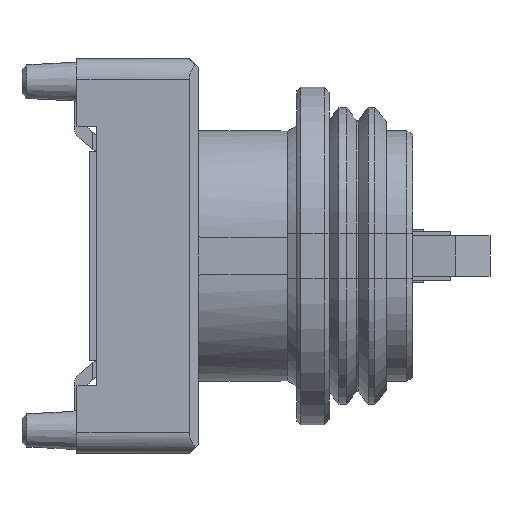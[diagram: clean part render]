
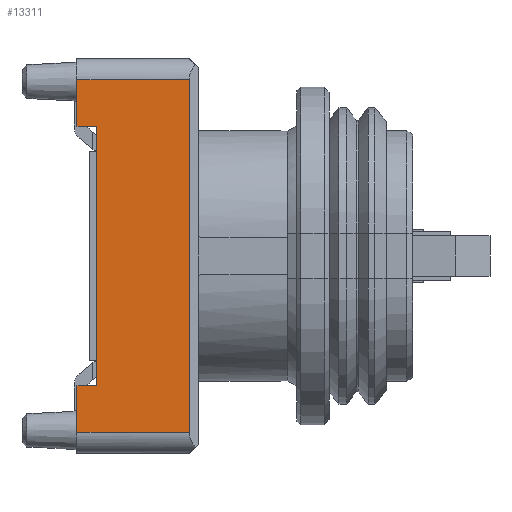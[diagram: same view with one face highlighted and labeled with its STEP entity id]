
A CAD part, left-side view. The second image highlights one B-rep face of the part: STEP entity #13311.
In plain terms, the highlighted planar face has unit normal (-1, 0, 0).
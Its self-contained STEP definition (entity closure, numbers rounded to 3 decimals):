
#226=PLANE('',#13931);
#901=LINE('',#18052,#2129);
#902=LINE('',#18055,#2130);
#903=LINE('',#18057,#2131);
#904=LINE('',#18059,#2132);
#905=LINE('',#18061,#2133);
#906=LINE('',#18063,#2134);
#907=LINE('',#18065,#2135);
#908=LINE('',#18067,#2136);
#2129=VECTOR('',#15366,1000.);
#2130=VECTOR('',#15367,1000.);
#2131=VECTOR('',#15368,1000.);
#2132=VECTOR('',#15369,1000.);
#2133=VECTOR('',#15370,1000.);
#2134=VECTOR('',#15371,1000.);
#2135=VECTOR('',#15372,1000.);
#2136=VECTOR('',#15373,1000.);
#3961=ORIENTED_EDGE('',*,*,#6315,.F.);
#3962=ORIENTED_EDGE('',*,*,#6316,.T.);
#3963=ORIENTED_EDGE('',*,*,#6317,.T.);
#3964=ORIENTED_EDGE('',*,*,#6318,.T.);
#3965=ORIENTED_EDGE('',*,*,#6319,.T.);
#3966=ORIENTED_EDGE('',*,*,#6320,.T.);
#3967=ORIENTED_EDGE('',*,*,#6321,.T.);
#3968=ORIENTED_EDGE('',*,*,#6322,.T.);
#6315=EDGE_CURVE('',#7551,#7552,#901,.T.);
#6316=EDGE_CURVE('',#7551,#7553,#902,.T.);
#6317=EDGE_CURVE('',#7553,#7554,#903,.T.);
#6318=EDGE_CURVE('',#7554,#7555,#904,.T.);
#6319=EDGE_CURVE('',#7555,#7556,#905,.T.);
#6320=EDGE_CURVE('',#7556,#7557,#906,.T.);
#6321=EDGE_CURVE('',#7557,#7558,#907,.T.);
#6322=EDGE_CURVE('',#7558,#7552,#908,.F.);
#7551=VERTEX_POINT('',#18053);
#7552=VERTEX_POINT('',#18054);
#7553=VERTEX_POINT('',#18056);
#7554=VERTEX_POINT('',#18058);
#7555=VERTEX_POINT('',#18060);
#7556=VERTEX_POINT('',#18062);
#7557=VERTEX_POINT('',#18064);
#7558=VERTEX_POINT('',#18066);
#8556=EDGE_LOOP('',(#3961,#3962,#3963,#3964,#3965,#3966,#3967,#3968));
#9092=FACE_BOUND('',#8556,.T.);
#13311=ADVANCED_FACE('',(#9092),#226,.T.);
#13931=AXIS2_PLACEMENT_3D('',#18051,#15364,#15365);
#15364=DIRECTION('',(-1.,0.,0.));
#15365=DIRECTION('',(0.,0.,1.));
#15366=DIRECTION('',(0.,0.,-1.));
#15367=DIRECTION('',(0.,1.,0.));
#15368=DIRECTION('',(0.,0.,-1.));
#15369=DIRECTION('',(0.,-1.,0.));
#15370=DIRECTION('',(0.,0.,-1.));
#15371=DIRECTION('',(0.,1.,0.));
#15372=DIRECTION('',(0.,0.,-1.));
#15373=DIRECTION('',(0.,1.,0.));
#18051=CARTESIAN_POINT('',(-5.42,3.305,2.922));
#18052=CARTESIAN_POINT('',(-5.42,3.305,2.922));
#18053=CARTESIAN_POINT('',(-5.42,3.305,2.607));
#18054=CARTESIAN_POINT('',(-5.42,3.305,-2.607));
#18055=CARTESIAN_POINT('',(-5.42,3.305,2.607));
#18056=CARTESIAN_POINT('',(-5.42,4.965,2.607));
#18057=CARTESIAN_POINT('',(-5.42,4.965,2.922));
#18058=CARTESIAN_POINT('',(-5.42,4.965,1.917));
#18059=CARTESIAN_POINT('',(-5.42,3.305,1.917));
#18060=CARTESIAN_POINT('',(-5.42,4.675,1.917));
#18061=CARTESIAN_POINT('',(-5.42,4.675,2.922));
#18062=CARTESIAN_POINT('',(-5.42,4.675,-1.917));
#18063=CARTESIAN_POINT('',(-5.42,3.305,-1.917));
#18064=CARTESIAN_POINT('',(-5.42,4.965,-1.917));
#18065=CARTESIAN_POINT('',(-5.42,4.965,2.922));
#18066=CARTESIAN_POINT('',(-5.42,4.965,-2.607));
#18067=CARTESIAN_POINT('',(-5.42,3.305,-2.607));
